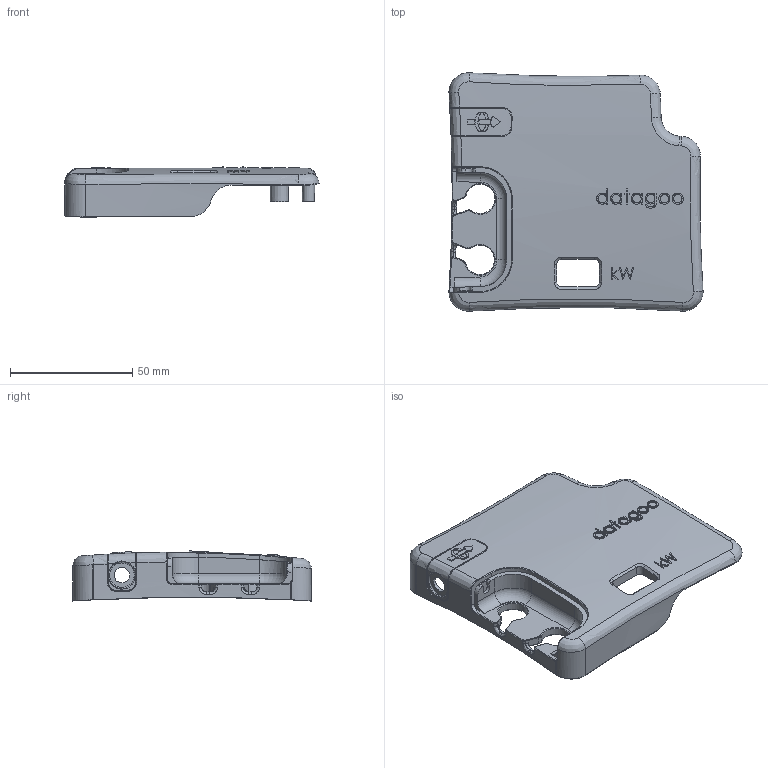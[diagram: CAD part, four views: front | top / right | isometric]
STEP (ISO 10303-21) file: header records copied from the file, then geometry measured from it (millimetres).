
FILE_DESCRIPTION (( 'STEP AP214' ), '1' );
FILE_NAME ('Upper Body.STEP', '2012-03-16T01:00:53', ( 'Nathan' ), ( '' ), 'SwSTEP 2.0', 'SolidWorks 2011', '' );
FILE_SCHEMA (( 'AUTOMOTIVE_DESIGN' ));
Length unit declared in the file: inch
Products named in the file (1): Upper Body
Bounding box: 103.97 x 97.54 x 20.49 mm (x, y, z)
Volume: 26081.2 mm3; surface area: 27072.5 mm2
Topology: 1 solids, 1 shells, 638 faces, 1635 edges, 1021 vertices
Faces by surface type: bspline 259, cylinder 152, plane 144, cone 40, torus 31, sphere 12
Entity records: 34700 total; most frequent: CARTESIAN_POINT 21373, ORIENTED_EDGE 3248, DIRECTION 2051, EDGE_CURVE 1624, VERTEX_POINT 1017, AXIS2_PLACEMENT_3D 766, EDGE_LOOP 675, B_SPLINE_CURVE_WITH_KNOTS 657
